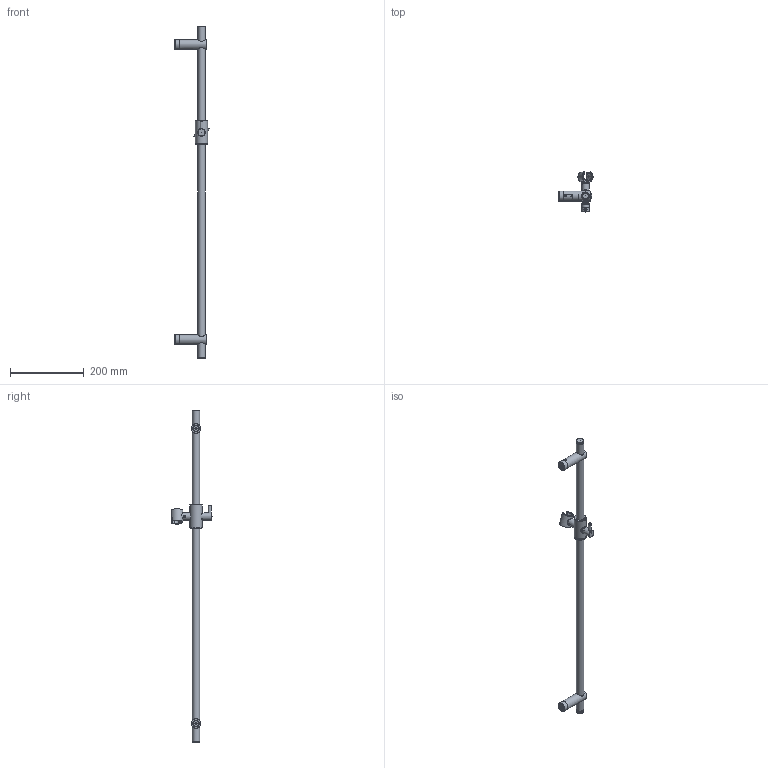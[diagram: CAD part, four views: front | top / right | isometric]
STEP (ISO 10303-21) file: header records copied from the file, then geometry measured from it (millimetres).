
FILE_DESCRIPTION(/* description */ ('Unknown'),/* implementation_level */ '2;1');
FILE_NAME(/* name */ 'M311-00',/* time_stamp */ '2023-07-03T08:18:24+02:00',/* author */ ('Unknown'),/* organization */ ('Unknown'),/* preprocessor_version */ 'ST-DEVELOPER v18.102',/* originating_system */ 'Solid Edge',/* authorisation */ 'Unknown');
FILE_SCHEMA (('AUTOMOTIVE_DESIGN {1 0 10303 214 3 1 1}'));
Length unit declared in the file: millimetre
Products named in the file (25): M311-00; M307-001 rel1 doppio grano; M307-11; M307-21 rel 1 doppio grano; M307-19; M307-18; M307-34 rondella; M307-27; M307-23; M307-26; M514-07; M307-32 punta a coppa; M307-15; M307-14; M307-33 rondella; M307-13; M307-31; M307-04; M307-05; CB004-11; M307-002_oa_0; M307-09; M307-12; M307-28; M307-29
Assembly tree (31 placements, depth 3):
  M311-00
    M307-001 rel1 doppio grano
      M307-11
      M307-21 rel 1 doppio grano
      M307-19
      M307-18
      M307-34 rondella
      M307-27
      M307-23
      M307-26
      M514-07
      M307-32 punta a coppa  x2
      M307-15
      M307-14
      M307-33 rondella
      M307-13
      M307-31
    M307-04
    M307-05  x2
    CB004-11  x2
    M307-002_oa_0
      M307-09  x2
    M307-12  x2
    M307-28  x2
    M307-29  x2
Bounding box: 92.51 x 108.44 x 900 mm (x, y, z)
Volume: 170467.5 mm3; surface area: 184278 mm2
Topology: 29 solids, 29 shells, 618 faces, 1384 edges, 828 vertices
Faces by surface type: cylinder 191, plane 189, cone 95, torus 80, bspline 40, sphere 23
Full cylindrical faces by diameter (mm): 2 x2, 3.242 x2, 4 x2, 4.134 x3, 4.2 x2, 4.274 x2, 4.917 x2, 5 x5, 5.5 x1, 6 x5, 6.5 x1, 6.647 x2, 7.4 x1, 8 x3, 8.2 x2, 9.5 x1, 10 x2, 10.315 x1, 11 x2, 11.5 x2, 12.917 x1, 13.5 x1, 14 x4, 14.6 x2, 14.7 x1, 14.917 x2, 16 x2, 17 x1, 17.2 x1, 17.4 x4
Entity records: 15979 total; most frequent: CARTESIAN_POINT 3817, DIRECTION 2230, ORIENTED_EDGE 1756, AXIS2_PLACEMENT_3D 988, EDGE_CURVE 878, FACE_BOUND 773, EDGE_LOOP 764, VERTEX_POINT 621
